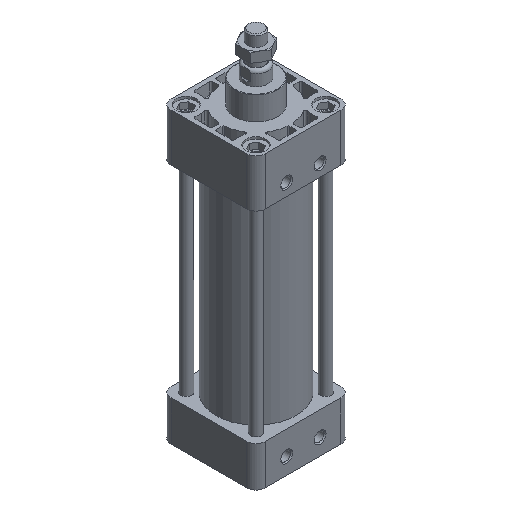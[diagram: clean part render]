
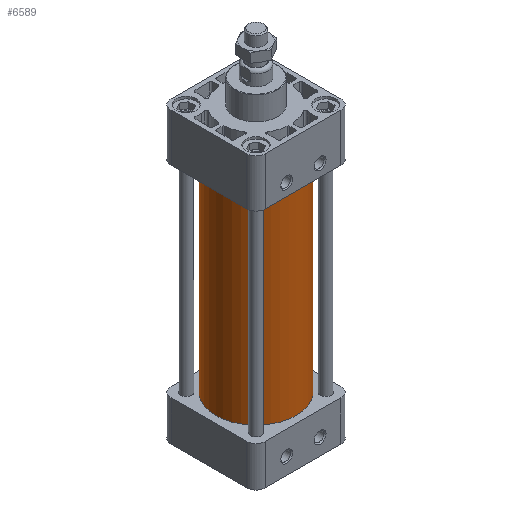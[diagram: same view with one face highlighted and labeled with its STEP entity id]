
A CAD part, isometric view. The second image highlights one B-rep face of the part: STEP entity #6589.
In plain terms, the highlighted cylindrical face has radius 27 mm (diameter 54 mm), a full revolution.
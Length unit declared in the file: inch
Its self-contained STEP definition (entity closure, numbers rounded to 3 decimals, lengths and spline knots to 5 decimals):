
#503=CIRCLE('',#7252,1.063);
#504=CIRCLE('',#7254,1.063);
#2332=ORIENTED_EDGE('',*,*,#4086,.F.);
#2333=ORIENTED_EDGE('',*,*,#4085,.T.);
#4085=EDGE_CURVE('',#4919,#4919,#503,.T.);
#4086=EDGE_CURVE('',#4920,#4920,#504,.T.);
#4919=VERTEX_POINT('',#11097);
#4920=VERTEX_POINT('',#11100);
#5367=EDGE_LOOP('',(#2332));
#5368=EDGE_LOOP('',(#2333));
#5913=FACE_BOUND('',#5367,.T.);
#5914=FACE_BOUND('',#5368,.T.);
#6353=CYLINDRICAL_SURFACE('',#7253,1.063);
#6589=ADVANCED_FACE('',(#5913,#5914),#6353,.T.);
#7252=AXIS2_PLACEMENT_3D('',#11096,#8646,#8647);
#7253=AXIS2_PLACEMENT_3D('',#11098,#8648,#8649);
#7254=AXIS2_PLACEMENT_3D('',#11099,#8650,#8651);
#8646=DIRECTION('',(1.,0.,0.));
#8647=DIRECTION('',(0.,0.,-1.));
#8648=DIRECTION('',(1.,0.,0.));
#8649=DIRECTION('',(0.,0.,-1.));
#8650=DIRECTION('',(1.,0.,0.));
#8651=DIRECTION('',(0.,0.,-1.));
#11096=CARTESIAN_POINT('',(1.26,0.,0.));
#11097=CARTESIAN_POINT('',(1.26,0.,-1.063));
#11098=CARTESIAN_POINT('',(6.565,0.,0.));
#11099=CARTESIAN_POINT('',(6.565,0.,0.));
#11100=CARTESIAN_POINT('',(6.565,0.,-1.063));
